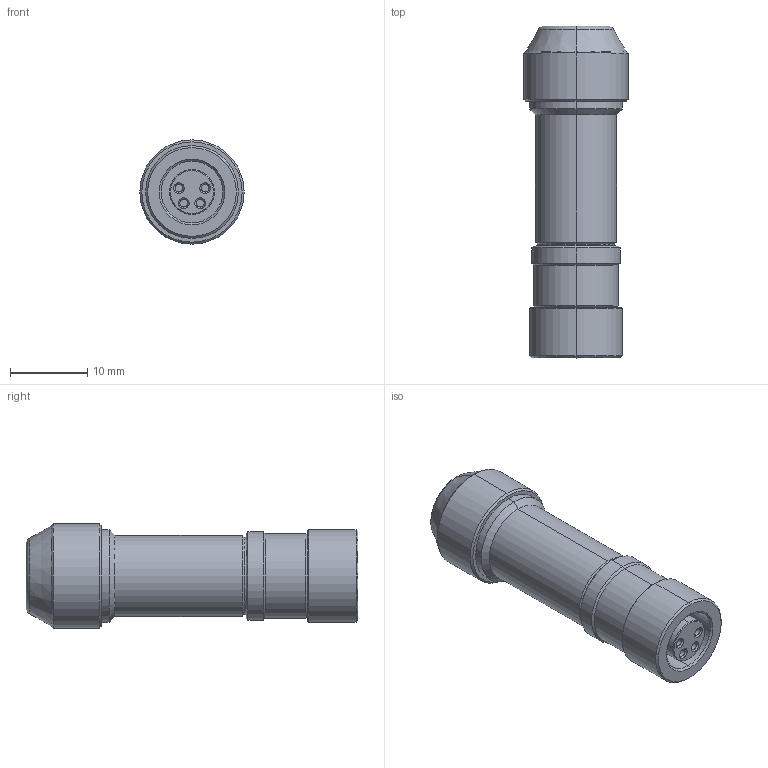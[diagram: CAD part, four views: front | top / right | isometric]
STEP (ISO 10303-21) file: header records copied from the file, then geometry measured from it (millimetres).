
FILE_DESCRIPTION((''),'2;1');
FILE_NAME('99-3362-00-04.stp','2005-03-29T11:10:34',('generator'),(''),'Autodesk Inventor 7','Autodesk Inventor 7','');
FILE_SCHEMA(('AUTOMOTIVE_DESIGN { 1 0 10303 214 1 1 1 1 }'));
Length unit declared in the file: millimetre
Products named in the file (1): 99-3362-00-04
Bounding box: 13.5 x 43 x 13.5 mm (x, y, z)
Volume: 3889.9 mm3; surface area: 2393.8 mm2
Topology: 1 solids, 1 shells, 76 faces, 150 edges, 86 vertices
Faces by surface type: cone 34, cylinder 28, plane 12, torus 2
Entity records: 1969 total; most frequent: DIRECTION 392, CARTESIAN_POINT 313, ORIENTED_EDGE 300, AXIS2_PLACEMENT_3D 165, EDGE_CURVE 150, CIRCLE 88, VERTEX_POINT 86, EDGE_LOOP 86
